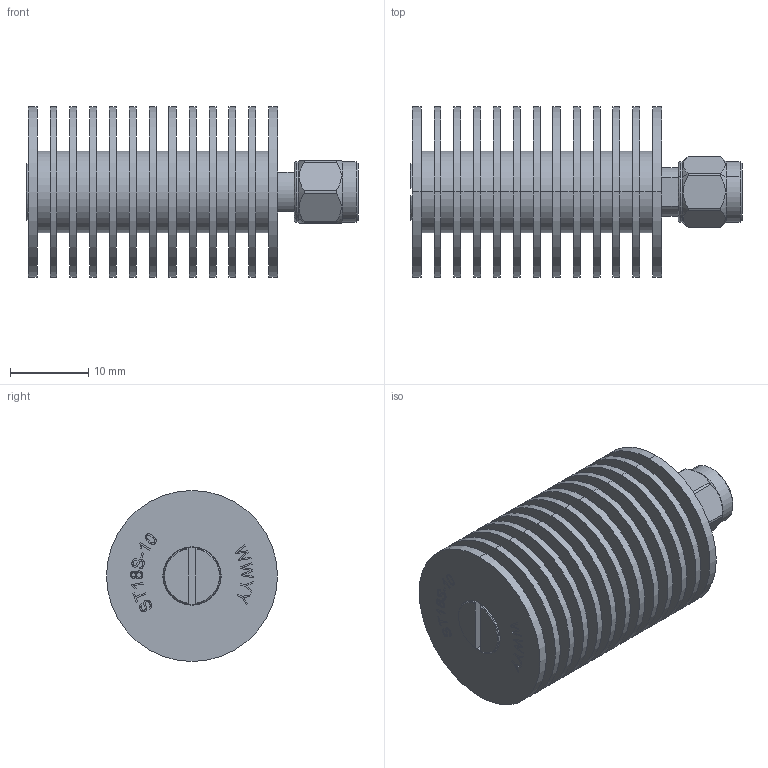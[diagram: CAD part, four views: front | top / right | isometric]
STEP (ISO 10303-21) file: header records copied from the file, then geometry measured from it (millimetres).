
FILE_DESCRIPTION (( 'STEP AP203' ), '1' );
FILE_NAME ('ST18S-10.step', '2019-03-28T15:19:36', ( '' ), ( '' ), 'SwSTEP 2.0', 'SolidWorks 2017', '' );
FILE_SCHEMA (( 'CONFIG_CONTROL_DESIGN' ));
Length unit declared in the file: inch
Products named in the file (1): ST18S-10
Bounding box: 42.42 x 21.84 x 21.84 mm (x, y, z)
Volume: 6593.5 mm3; surface area: 9745.3 mm2
Topology: 1 solids, 1 shells, 311 faces, 769 edges, 507 vertices
Faces by surface type: plane 131, cylinder 86, bspline 77, cone 13, torus 4
Entity records: 13808 total; most frequent: CARTESIAN_POINT 6814, ORIENTED_EDGE 1538, DIRECTION 1212, EDGE_CURVE 769, VERTEX_POINT 507, AXIS2_PLACEMENT_3D 406, LINE 400, VECTOR 400
